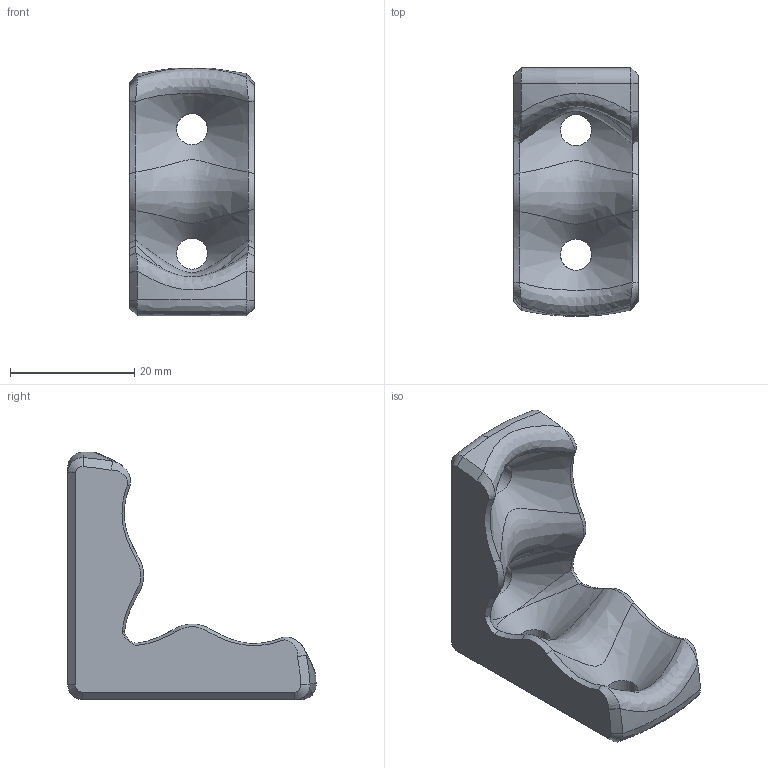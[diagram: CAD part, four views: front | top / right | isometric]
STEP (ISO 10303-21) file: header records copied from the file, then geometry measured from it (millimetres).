
FILE_DESCRIPTION(/* description */ ('STEP AP242','CAx-IF Rec.Pracs.---Representation and Presentation of Product Manufacturing Information (PMI)---4.0---2014-10-13','CAx-IF Rec.Pracs.---3D Tessellated Geometry---0.4---2014-09-14','2;1'),/* implementation_level */ '2;1');
FILE_NAME(/* name */ '6823297f8d6a7c0991d837f8',/* time_stamp */ '2025-05-13T11:14:08Z',/* author */ (''),/* organization */ (''),/* preprocessor_version */ 'ST-DEVELOPER v20',/* originating_system */ 'ONSHAPE BY PTC INC, 1.197',/* authorisation */ ' ');
FILE_SCHEMA (('AP242_MANAGED_MODEL_BASED_3D_ENGINEERING_MIM_LF { 1 0 10303 442 1 1 4 }'));
Length unit declared in the file: metre
Products named in the file (1): bracket
Bounding box: 20 x 39.92 x 39.81 mm (x, y, z)
Volume: 9398.1 mm3; surface area: 4634 mm2
Topology: 1 solids, 1 shells, 55 faces, 142 edges, 83 vertices
Faces by surface type: bspline 29, cone 10, plane 8, cylinder 5, sphere 2, torus 1
Full cylindrical faces by diameter (mm): 5 x4
Entity records: 2645 total; most frequent: CARTESIAN_POINT 1636, ORIENTED_EDGE 248, EDGE_CURVE 124, DIRECTION 112, B_SPLINE_CURVE_WITH_KNOTS 88, VERTEX_POINT 75, EDGE_LOOP 67, FACE_BOUND 67
